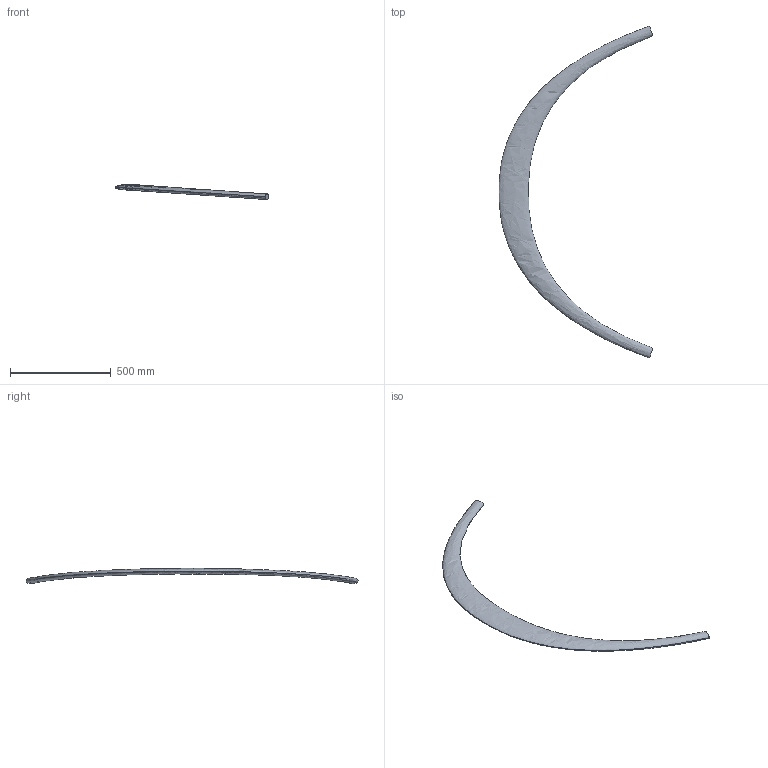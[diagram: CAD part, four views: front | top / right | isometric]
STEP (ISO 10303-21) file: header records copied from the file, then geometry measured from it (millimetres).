
FILE_DESCRIPTION(('STEP AP214'),'1');
FILE_NAME('tmp0.stp','2018-02-12T07:22:53',(' '),(' '),'Spatial InterOp 3D',' ',' ');
FILE_SCHEMA(('automotive_design'));
Length unit declared in the file: millimetre
Products named in the file (2): 1; 2
Bounding box: 764.22 x 1648.95 x 75.14 mm (x, y, z)
Volume: 9264605.9 mm3; surface area: 934157.2 mm2
Topology: 2 solids, 2 shells, 8 faces, 12 edges, 8 vertices
Faces by surface type: bspline 4, plane 4
Entity records: 2796 total; most frequent: CARTESIAN_POINT 2550, DIRECTION 28, ORIENTED_EDGE 24, AXIS2_PLACEMENT_3D 14, EDGE_CURVE 12, STYLED_ITEM 10, PRESENTATION_STYLE_ASSIGNMENT 10, SURFACE_STYLE_USAGE 10
